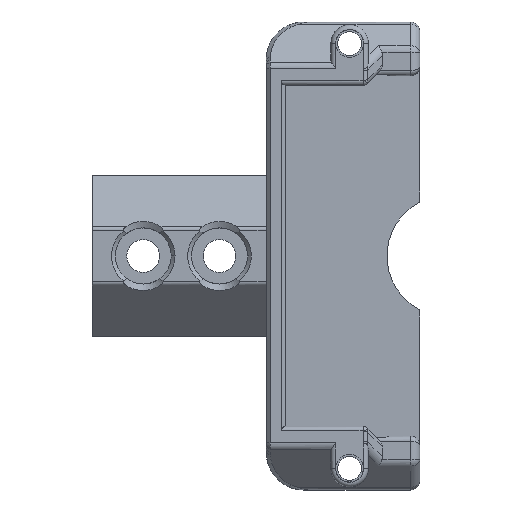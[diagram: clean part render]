
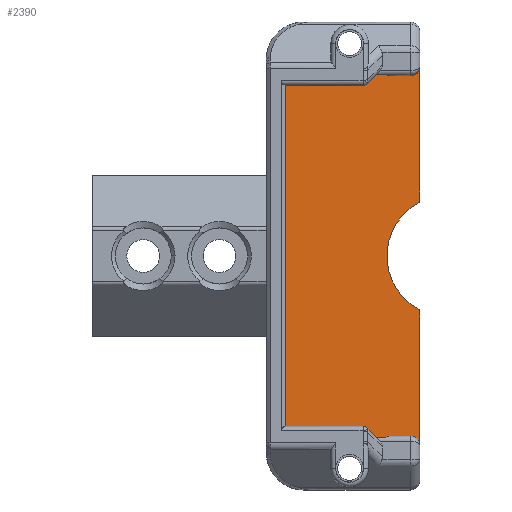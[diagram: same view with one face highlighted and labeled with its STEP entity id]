
A CAD part, top view. The second image highlights one B-rep face of the part: STEP entity #2390.
In plain terms, the highlighted planar face has unit normal (0, 0, 1).
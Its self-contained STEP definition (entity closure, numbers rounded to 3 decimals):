
#127=ELLIPSE('',#2599,1.,0.75);
#137=ELLIPSE('',#2628,1.,0.75);
#226=PLANE('',#2626);
#322=FACE_OUTER_BOUND('',#466,.T.);
#466=EDGE_LOOP('',(#1945,#1946,#1947,#1948,#1949,#1950,#1951,#1952,#1953,
#1954,#1955,#1956,#1957,#1958));
#566=LINE('',#3564,#745);
#582=LINE('',#3661,#761);
#606=LINE('',#3952,#785);
#616=LINE('',#4086,#795);
#636=LINE('',#4265,#815);
#643=LINE('',#4355,#822);
#645=LINE('',#4359,#824);
#745=VECTOR('',#2827,10.);
#761=VECTOR('',#2883,10.);
#785=VECTOR('',#2969,10.);
#795=VECTOR('',#3017,10.);
#815=VECTOR('',#3093,10.);
#822=VECTOR('',#3128,10.);
#824=VECTOR('',#3132,10.);
#922=CIRCLE('',#2550,1.);
#933=CIRCLE('',#2579,1.);
#944=CIRCLE('',#2627,6.5);
#945=CIRCLE('',#2629,1.);
#946=CIRCLE('',#2630,1.);
#1029=VERTEX_POINT('',#3562);
#1030=VERTEX_POINT('',#3563);
#1047=VERTEX_POINT('',#3658);
#1048=VERTEX_POINT('',#3660);
#1068=VERTEX_POINT('',#3749);
#1069=VERTEX_POINT('',#3751);
#1085=VERTEX_POINT('',#3951);
#1093=VERTEX_POINT('',#4003);
#1094=VERTEX_POINT('',#4005);
#1099=VERTEX_POINT('',#4085);
#1117=VERTEX_POINT('',#4263);
#1123=VERTEX_POINT('',#4352);
#1124=VERTEX_POINT('',#4354);
#1125=VERTEX_POINT('',#4358);
#1269=EDGE_CURVE('',#1029,#1030,#566,.T.);
#1297=EDGE_CURVE('',#1047,#1048,#582,.T.);
#1322=EDGE_CURVE('',#1068,#1069,#922,.F.);
#1348=EDGE_CURVE('',#1085,#1069,#606,.T.);
#1363=EDGE_CURVE('',#1093,#1094,#933,.F.);
#1371=EDGE_CURVE('',#1094,#1099,#616,.T.);
#1393=EDGE_CURVE('',#1030,#1085,#127,.T.);
#1408=EDGE_CURVE('',#1093,#1117,#636,.T.);
#1423=EDGE_CURVE('',#1124,#1123,#643,.T.);
#1425=EDGE_CURVE('',#1125,#1068,#645,.T.);
#1426=EDGE_CURVE('',#1125,#1099,#944,.T.);
#1427=EDGE_CURVE('',#1117,#1048,#137,.T.);
#1428=EDGE_CURVE('',#1047,#1124,#945,.T.);
#1429=EDGE_CURVE('',#1123,#1029,#946,.T.);
#1945=ORIENTED_EDGE('',*,*,#1393,.T.);
#1946=ORIENTED_EDGE('',*,*,#1348,.T.);
#1947=ORIENTED_EDGE('',*,*,#1322,.F.);
#1948=ORIENTED_EDGE('',*,*,#1425,.F.);
#1949=ORIENTED_EDGE('',*,*,#1426,.T.);
#1950=ORIENTED_EDGE('',*,*,#1371,.F.);
#1951=ORIENTED_EDGE('',*,*,#1363,.F.);
#1952=ORIENTED_EDGE('',*,*,#1408,.T.);
#1953=ORIENTED_EDGE('',*,*,#1427,.T.);
#1954=ORIENTED_EDGE('',*,*,#1297,.F.);
#1955=ORIENTED_EDGE('',*,*,#1428,.T.);
#1956=ORIENTED_EDGE('',*,*,#1423,.T.);
#1957=ORIENTED_EDGE('',*,*,#1429,.T.);
#1958=ORIENTED_EDGE('',*,*,#1269,.T.);
#2390=ADVANCED_FACE('',(#322),#226,.T.);
#2550=AXIS2_PLACEMENT_3D('',#3752,#2926,#2927);
#2579=AXIS2_PLACEMENT_3D('',#4006,#3003,#3004);
#2599=AXIS2_PLACEMENT_3D('',#4148,#3062,#3063);
#2626=AXIS2_PLACEMENT_3D('',#4357,#3130,#3131);
#2627=AXIS2_PLACEMENT_3D('',#4360,#3133,#3134);
#2628=AXIS2_PLACEMENT_3D('',#4361,#3135,#3136);
#2629=AXIS2_PLACEMENT_3D('',#4362,#3137,#3138);
#2630=AXIS2_PLACEMENT_3D('',#4363,#3139,#3140);
#2827=DIRECTION('',(1.,0.,0.));
#2883=DIRECTION('',(1.,0.,0.));
#2926=DIRECTION('center_axis',(0.,0.,-1.));
#2927=DIRECTION('ref_axis',(0.707,0.707,0.));
#2969=DIRECTION('',(1.,0.,0.));
#3003=DIRECTION('center_axis',(0.,0.,-1.));
#3004=DIRECTION('ref_axis',(0.707,-0.707,0.));
#3017=DIRECTION('',(0.,-1.,0.));
#3062=DIRECTION('center_axis',(0.,0.,-1.));
#3063=DIRECTION('ref_axis',(1.,0.,0.));
#3093=DIRECTION('',(-1.,0.,0.));
#3128=DIRECTION('',(0.,-1.,0.));
#3130=DIRECTION('center_axis',(0.,0.,1.));
#3131=DIRECTION('ref_axis',(-1.,0.,0.));
#3132=DIRECTION('',(0.,-1.,0.));
#3133=DIRECTION('center_axis',(0.,0.,
-1.));
#3134=DIRECTION('ref_axis',(-0.462,0.887,0.));
#3135=DIRECTION('center_axis',(0.,0.,
-1.));
#3136=DIRECTION('ref_axis',(1.,0.,0.));
#3137=DIRECTION('center_axis',(0.,0.,1.));
#3138=DIRECTION('ref_axis',(-1.,0.,0.));
#3139=DIRECTION('center_axis',(0.,0.,
1.));
#3140=DIRECTION('ref_axis',(0.,-1.,0.));
#3562=CARTESIAN_POINT('',(89.258,686.323,2.));
#3563=CARTESIAN_POINT('',(98.658,686.323,2.));
#3564=CARTESIAN_POINT('',(89.258,686.323,2.));
#3658=CARTESIAN_POINT('',(89.258,726.323,2.));
#3660=CARTESIAN_POINT('',(98.658,726.323,2.));
#3661=CARTESIAN_POINT('',(89.258,726.323,2.));
#3749=CARTESIAN_POINT('',(102.658,686.073,2.));
#3751=CARTESIAN_POINT('',(101.658,687.073,2.));
#3752=CARTESIAN_POINT('Origin',(101.658,686.073,2.));
#3951=CARTESIAN_POINT('',(99.658,687.073,2.));
#3952=CARTESIAN_POINT('',(99.658,687.073,2.));
#4003=CARTESIAN_POINT('',(101.658,725.573,2.));
#4005=CARTESIAN_POINT('',(102.658,726.573,2.));
#4006=CARTESIAN_POINT('Origin',(101.658,726.573,2.));
#4085=CARTESIAN_POINT('',(102.658,712.09,2.));
#4086=CARTESIAN_POINT('',(102.658,726.323,2.));
#4148=CARTESIAN_POINT('Origin',(99.658,686.323,2.));
#4263=CARTESIAN_POINT('',(99.658,725.573,2.));
#4265=CARTESIAN_POINT('',(101.658,725.573,2.));
#4352=CARTESIAN_POINT('',(88.258,687.323,2.));
#4354=CARTESIAN_POINT('',(88.258,725.323,2.));
#4355=CARTESIAN_POINT('',(88.258,725.323,2.));
#4357=CARTESIAN_POINT('Origin',(88.258,686.323,2.));
#4358=CARTESIAN_POINT('',(102.658,700.557,2.));
#4359=CARTESIAN_POINT('',(102.658,700.557,2.));
#4360=CARTESIAN_POINT('Origin',(105.658,706.323,2.));
#4361=CARTESIAN_POINT('Origin',(99.658,726.323,2.));
#4362=CARTESIAN_POINT('Origin',(89.258,725.323,2.));
#4363=CARTESIAN_POINT('Origin',(89.258,687.323,2.));
